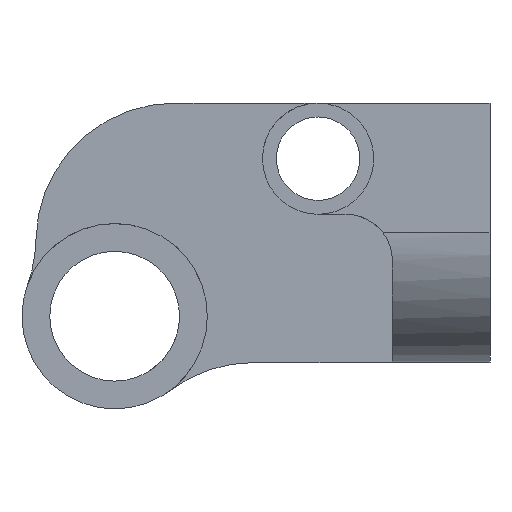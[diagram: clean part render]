
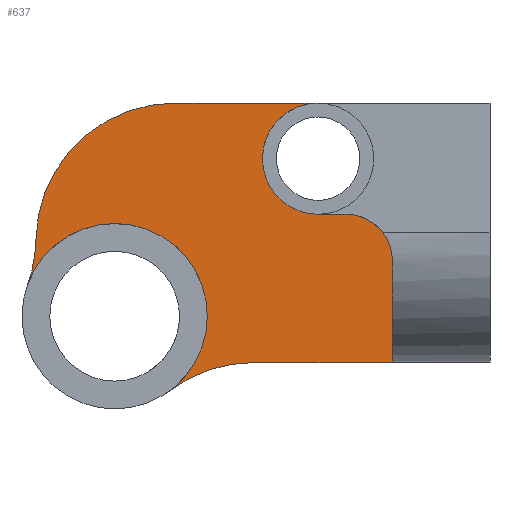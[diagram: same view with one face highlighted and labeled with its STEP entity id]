
A CAD part, left-side view. The second image highlights one B-rep face of the part: STEP entity #637.
In plain terms, the highlighted planar face has unit normal (-1, 0, 0).
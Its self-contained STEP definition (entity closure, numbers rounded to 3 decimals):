
#282=CARTESIAN_POINT('Vertex',(14.,-11.352,11.999)) ;
#285=CARTESIAN_POINT('Axis2P3D Location',(14.,-11.45,6.)) ;
#289=CARTESIAN_POINT('Vertex',(14.,-5.45,6.)) ;
#315=CARTESIAN_POINT('Axis2P3D Location',(14.,-11.45,6.)) ;
#319=CARTESIAN_POINT('Vertex',(14.,-11.45,0.)) ;
#447=CARTESIAN_POINT('Vertex',(14.,4.,12.)) ;
#450=CARTESIAN_POINT('Line Origine',(14.,-0.5,12.)) ;
#454=CARTESIAN_POINT('Vertex',(14.,-5.,12.)) ;
#457=CARTESIAN_POINT('Line Origine',(14.,-8.176,12.)) ;
#540=CARTESIAN_POINT('Axis2P3D Location',(14.,0.,12.)) ;
#545=CARTESIAN_POINT('Line Origine',(14.,-12.957,0.)) ;
#549=CARTESIAN_POINT('Vertex',(14.,-14.464,0.)) ;
#552=CARTESIAN_POINT('Axis2P3D Location',(14.,4.,-3.)) ;
#556=CARTESIAN_POINT('Vertex',(14.,18.998,-2.729)) ;
#559=CARTESIAN_POINT('Axis2P3D Location',(14.,33.995,-2.457)) ;
#563=CARTESIAN_POINT('Vertex',(14.,19.898,-7.583)) ;
#566=CARTESIAN_POINT('Axis2P3D Location',(14.,10.5,-11.)) ;
#570=CARTESIAN_POINT('Vertex',(14.,19.,-5.732)) ;
#573=CARTESIAN_POINT('Axis2P3D Location',(14.,10.5,-11.)) ;
#577=CARTESIAN_POINT('Vertex',(14.,0.5,-11.)) ;
#580=CARTESIAN_POINT('Axis2P3D Location',(14.,10.5,-11.)) ;
#584=CARTESIAN_POINT('Vertex',(14.,1.84,-16.)) ;
#587=CARTESIAN_POINT('Axis2P3D Location',(14.,10.5,-11.)) ;
#591=CARTESIAN_POINT('Vertex',(14.,4.5,-19.)) ;
#594=CARTESIAN_POINT('Axis2P3D Location',(14.,-4.5,-31.)) ;
#598=CARTESIAN_POINT('Vertex',(14.,-4.5,-16.)) ;
#601=CARTESIAN_POINT('Line Origine',(14.,-11.982,-16.)) ;
#605=CARTESIAN_POINT('Vertex',(14.,-19.464,-16.)) ;
#608=CARTESIAN_POINT('Line Origine',(14.,-19.464,-10.5)) ;
#612=CARTESIAN_POINT('Vertex',(14.,-19.464,-5.)) ;
#615=CARTESIAN_POINT('Axis2P3D Location',(14.,-14.464,-5.)) ;
#286=DIRECTION('Axis2P3D Direction',(-1.,0.,0.)) ;
#316=DIRECTION('Axis2P3D Direction',(-1.,0.,0.)) ;
#451=DIRECTION('Vector Direction',(0.,-1.,0.)) ;
#458=DIRECTION('Vector Direction',(0.,1.,0.)) ;
#541=DIRECTION('Axis2P3D Direction',(-1.,-0.,-0.)) ;
#542=DIRECTION('Axis2P3D XDirection',(0.,0.,-1.)) ;
#546=DIRECTION('Vector Direction',(0.,1.,0.)) ;
#553=DIRECTION('Axis2P3D Direction',(-1.,-0.,-0.)) ;
#560=DIRECTION('Axis2P3D Direction',(-1.,-0.,-0.)) ;
#567=DIRECTION('Axis2P3D Direction',(-1.,-0.,-0.)) ;
#574=DIRECTION('Axis2P3D Direction',(-1.,-0.,-0.)) ;
#581=DIRECTION('Axis2P3D Direction',(-1.,-0.,-0.)) ;
#588=DIRECTION('Axis2P3D Direction',(-1.,-0.,-0.)) ;
#595=DIRECTION('Axis2P3D Direction',(-1.,-0.,-0.)) ;
#602=DIRECTION('Vector Direction',(0.,1.,0.)) ;
#609=DIRECTION('Vector Direction',(0.,0.,1.)) ;
#616=DIRECTION('Axis2P3D Direction',(-1.,-0.,-0.)) ;
#287=AXIS2_PLACEMENT_3D('Circle Axis2P3D',#285,#286,$) ;
#317=AXIS2_PLACEMENT_3D('Circle Axis2P3D',#315,#316,$) ;
#543=AXIS2_PLACEMENT_3D('Plane Axis2P3D',#540,#541,#542) ;
#554=AXIS2_PLACEMENT_3D('Circle Axis2P3D',#552,#553,$) ;
#561=AXIS2_PLACEMENT_3D('Circle Axis2P3D',#559,#560,$) ;
#568=AXIS2_PLACEMENT_3D('Circle Axis2P3D',#566,#567,$) ;
#575=AXIS2_PLACEMENT_3D('Circle Axis2P3D',#573,#574,$) ;
#582=AXIS2_PLACEMENT_3D('Circle Axis2P3D',#580,#581,$) ;
#589=AXIS2_PLACEMENT_3D('Circle Axis2P3D',#587,#588,$) ;
#596=AXIS2_PLACEMENT_3D('Circle Axis2P3D',#594,#595,$) ;
#617=AXIS2_PLACEMENT_3D('Circle Axis2P3D',#615,#616,$) ;
#621=ORIENTED_EDGE('',*,*,#551,.T.) ;
#622=ORIENTED_EDGE('',*,*,#321,.F.) ;
#623=ORIENTED_EDGE('',*,*,#291,.F.) ;
#624=ORIENTED_EDGE('',*,*,#461,.T.) ;
#625=ORIENTED_EDGE('',*,*,#456,.F.) ;
#626=ORIENTED_EDGE('',*,*,#558,.F.) ;
#627=ORIENTED_EDGE('',*,*,#565,.T.) ;
#628=ORIENTED_EDGE('',*,*,#572,.F.) ;
#629=ORIENTED_EDGE('',*,*,#579,.F.) ;
#630=ORIENTED_EDGE('',*,*,#586,.F.) ;
#631=ORIENTED_EDGE('',*,*,#593,.F.) ;
#632=ORIENTED_EDGE('',*,*,#600,.T.) ;
#633=ORIENTED_EDGE('',*,*,#607,.F.) ;
#634=ORIENTED_EDGE('',*,*,#614,.T.) ;
#635=ORIENTED_EDGE('',*,*,#619,.T.) ;
#452=VECTOR('Line Direction',#451,1.) ;
#459=VECTOR('Line Direction',#458,1.) ;
#547=VECTOR('Line Direction',#546,1.) ;
#603=VECTOR('Line Direction',#602,1.) ;
#610=VECTOR('Line Direction',#609,1.) ;
#637=ADVANCED_FACE('pivot',(#636),#544,.T.) ;
#288=CIRCLE('generated circle',#287,6.) ;
#318=CIRCLE('generated circle',#317,6.) ;
#555=CIRCLE('generated circle',#554,15.) ;
#562=CIRCLE('generated circle',#561,15.) ;
#569=CIRCLE('generated circle',#568,10.) ;
#576=CIRCLE('generated circle',#575,10.) ;
#583=CIRCLE('generated circle',#582,10.) ;
#590=CIRCLE('generated circle',#589,10.) ;
#597=CIRCLE('generated circle',#596,15.) ;
#618=CIRCLE('generated circle',#617,5.) ;
#291=EDGE_CURVE('',#283,#290,#288,.T.) ;
#321=EDGE_CURVE('',#290,#320,#318,.T.) ;
#456=EDGE_CURVE('',#448,#455,#453,.T.) ;
#461=EDGE_CURVE('',#283,#455,#460,.T.) ;
#551=EDGE_CURVE('',#550,#320,#548,.T.) ;
#558=EDGE_CURVE('',#557,#448,#555,.F.) ;
#565=EDGE_CURVE('',#557,#564,#562,.F.) ;
#572=EDGE_CURVE('',#571,#564,#569,.T.) ;
#579=EDGE_CURVE('',#578,#571,#576,.T.) ;
#586=EDGE_CURVE('',#585,#578,#583,.T.) ;
#593=EDGE_CURVE('',#592,#585,#590,.T.) ;
#600=EDGE_CURVE('',#592,#599,#597,.F.) ;
#607=EDGE_CURVE('',#606,#599,#604,.T.) ;
#614=EDGE_CURVE('',#606,#613,#611,.T.) ;
#619=EDGE_CURVE('',#613,#550,#618,.T.) ;
#620=EDGE_LOOP('',(#621,#622,#623,#624,#625,#626,#627,#628,#629,#630,#631,#632,#633,#634,#635)) ;
#636=FACE_OUTER_BOUND('',#620,.T.) ;
#453=LINE('Line',#450,#452) ;
#460=LINE('Line',#457,#459) ;
#548=LINE('Line',#545,#547) ;
#604=LINE('Line',#601,#603) ;
#611=LINE('Line',#608,#610) ;
#544=PLANE('Plane',#543) ;
#283=VERTEX_POINT('',#282) ;
#290=VERTEX_POINT('',#289) ;
#320=VERTEX_POINT('',#319) ;
#448=VERTEX_POINT('',#447) ;
#455=VERTEX_POINT('',#454) ;
#550=VERTEX_POINT('',#549) ;
#557=VERTEX_POINT('',#556) ;
#564=VERTEX_POINT('',#563) ;
#571=VERTEX_POINT('',#570) ;
#578=VERTEX_POINT('',#577) ;
#585=VERTEX_POINT('',#584) ;
#592=VERTEX_POINT('',#591) ;
#599=VERTEX_POINT('',#598) ;
#606=VERTEX_POINT('',#605) ;
#613=VERTEX_POINT('',#612) ;
